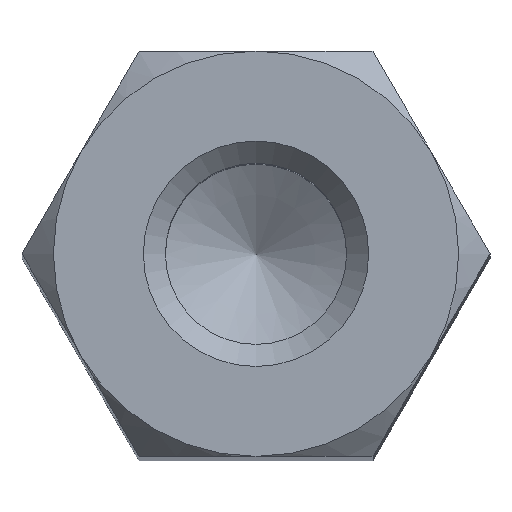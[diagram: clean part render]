
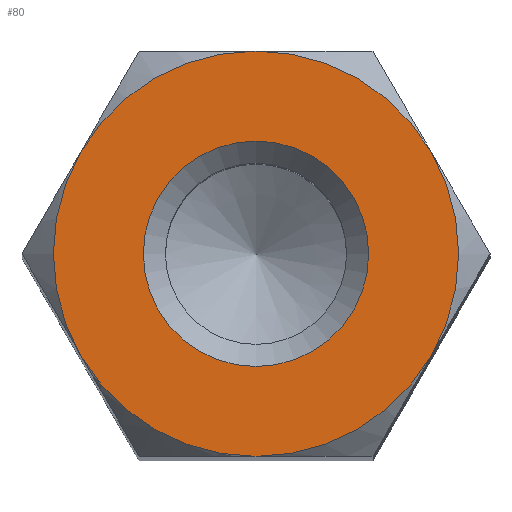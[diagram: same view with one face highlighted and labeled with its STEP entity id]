
A CAD part, top view. The second image highlights one B-rep face of the part: STEP entity #80.
In plain terms, the highlighted planar face has unit normal (0, 0, 1).
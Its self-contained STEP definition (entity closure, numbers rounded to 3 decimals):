
#80 = ADVANCED_FACE( '', ( #172, #173 ), #174, .F. );
#172 = FACE_BOUND( '', #273, .T. );
#173 = FACE_OUTER_BOUND( '', #274, .T. );
#174 = PLANE( '', #275 );
#273 = EDGE_LOOP( '', ( #423 ) );
#274 = EDGE_LOOP( '', ( #424, #425, #426, #427, #428, #429 ) );
#275 = AXIS2_PLACEMENT_3D( '', #430, #431, #432 );
#423 = ORIENTED_EDGE( '', *, *, #585, .T. );
#424 = ORIENTED_EDGE( '', *, *, #582, .T. );
#425 = ORIENTED_EDGE( '', *, *, #545, .T. );
#426 = ORIENTED_EDGE( '', *, *, #572, .T. );
#427 = ORIENTED_EDGE( '', *, *, #565, .T. );
#428 = ORIENTED_EDGE( '', *, *, #586, .T. );
#429 = ORIENTED_EDGE( '', *, *, #587, .T. );
#430 = CARTESIAN_POINT( '', ( 0., 0., 17.5 ) );
#431 = DIRECTION( '', ( 0., 0., -1. ) );
#432 = DIRECTION( '', ( -1., 0., 0. ) );
#545 = EDGE_CURVE( '', #633, #630, #634, .F. );
#565 = EDGE_CURVE( '', #647, #662, #664, .F. );
#572 = EDGE_CURVE( '', #630, #647, #674, .F. );
#582 = EDGE_CURVE( '', #684, #633, #688, .F. );
#585 = EDGE_CURVE( '', #691, #691, #692, .T. );
#586 = EDGE_CURVE( '', #662, #668, #693, .F. );
#587 = EDGE_CURVE( '', #668, #684, #694, .T. );
#630 = VERTEX_POINT( '', #752 );
#633 = VERTEX_POINT( '', #762 );
#634 = CIRCLE( '', #763, 2.75 );
#647 = VERTEX_POINT( '', #791 );
#662 = VERTEX_POINT( '', #838 );
#664 = CIRCLE( '', #845, 2.75 );
#668 = VERTEX_POINT( '', #850 );
#674 = CIRCLE( '', #871, 2.75 );
#684 = VERTEX_POINT( '', #896 );
#688 = CIRCLE( '', #912, 2.75 );
#691 = VERTEX_POINT( '', #920 );
#692 = CIRCLE( '', #921, 1.53 );
#693 = CIRCLE( '', #922, 2.75 );
#694 = CIRCLE( '', #923, 2.75 );
#752 = CARTESIAN_POINT( '', ( 0., -2.75, 17.5 ) );
#762 = CARTESIAN_POINT( '', ( -2.382, -1.375, 17.5 ) );
#763 = AXIS2_PLACEMENT_3D( '', #1004, #1005, #1006 );
#791 = CARTESIAN_POINT( '', ( 2.382, -1.375, 17.5 ) );
#838 = CARTESIAN_POINT( '', ( 2.382, 1.375, 17.5 ) );
#845 = AXIS2_PLACEMENT_3D( '', #1018, #1019, #1020 );
#850 = CARTESIAN_POINT( '', ( 0., 2.75, 17.5 ) );
#871 = AXIS2_PLACEMENT_3D( '', #1023, #1024, #1025 );
#896 = CARTESIAN_POINT( '', ( -2.382, 1.375, 17.5 ) );
#912 = AXIS2_PLACEMENT_3D( '', #1030, #1031, #1032 );
#920 = CARTESIAN_POINT( '', ( 0., 1.53, 17.5 ) );
#921 = AXIS2_PLACEMENT_3D( '', #1033, #1034, #1035 );
#922 = AXIS2_PLACEMENT_3D( '', #1036, #1037, #1038 );
#923 = AXIS2_PLACEMENT_3D( '', #1039, #1040, #1041 );
#1004 = CARTESIAN_POINT( '', ( 0., 0., 17.5 ) );
#1005 = DIRECTION( '', ( 0., 0., -1. ) );
#1006 = DIRECTION( '', ( -1., 0., 0. ) );
#1018 = CARTESIAN_POINT( '', ( 0., 0., 17.5 ) );
#1019 = DIRECTION( '', ( 0., 0., -1. ) );
#1020 = DIRECTION( '', ( -1., 0., 0. ) );
#1023 = CARTESIAN_POINT( '', ( 0., 0., 17.5 ) );
#1024 = DIRECTION( '', ( 0., 0., -1. ) );
#1025 = DIRECTION( '', ( -1., 0., 0. ) );
#1030 = CARTESIAN_POINT( '', ( 0., 0., 17.5 ) );
#1031 = DIRECTION( '', ( 0., 0., -1. ) );
#1032 = DIRECTION( '', ( -1., 0., 0. ) );
#1033 = CARTESIAN_POINT( '', ( 0., 0., 17.5 ) );
#1034 = DIRECTION( '', ( 0., 0., -1. ) );
#1035 = DIRECTION( '', ( 0., 1., 0. ) );
#1036 = CARTESIAN_POINT( '', ( 0., 0., 17.5 ) );
#1037 = DIRECTION( '', ( 0., 0., -1. ) );
#1038 = DIRECTION( '', ( -1., 0., 0. ) );
#1039 = CARTESIAN_POINT( '', ( 0., 0., 17.5 ) );
#1040 = DIRECTION( '', ( 0., 0., 1. ) );
#1041 = DIRECTION( '', ( 1., 0., 0. ) );
